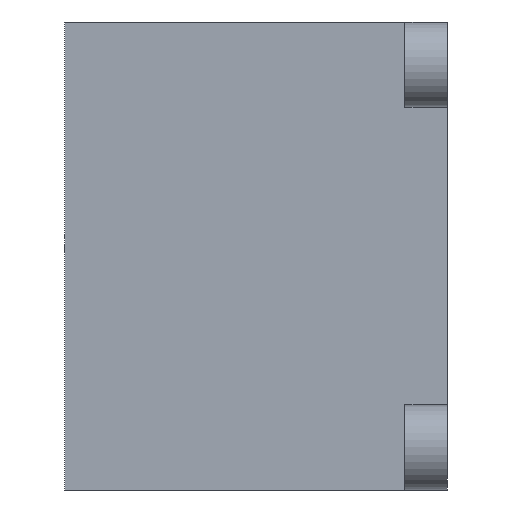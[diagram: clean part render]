
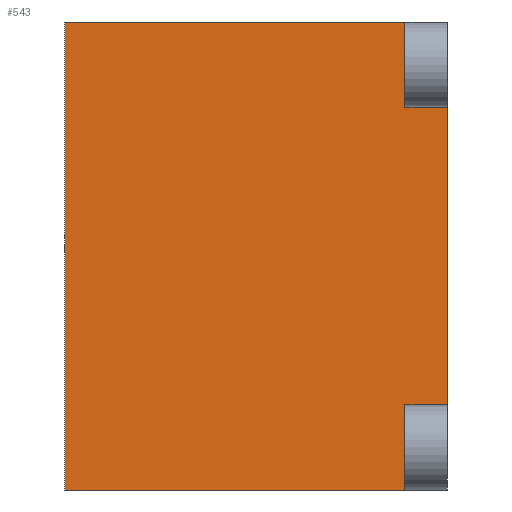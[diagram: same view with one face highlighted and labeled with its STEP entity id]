
A CAD part, left-side view. The second image highlights one B-rep face of the part: STEP entity #543.
In plain terms, the highlighted planar face has unit normal (-1, 0, 0).
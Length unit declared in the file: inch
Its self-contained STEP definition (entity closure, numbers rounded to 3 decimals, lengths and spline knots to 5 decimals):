
#21 = CARTESIAN_POINT ( 'NONE',  ( -3.65, 0.2, -0.7 ) ) ;
#35 = ORIENTED_EDGE ( 'NONE', *, *, #163, .F. ) ;
#60 = ORIENTED_EDGE ( 'NONE', *, *, #94, .F. ) ;
#63 = LINE ( 'NONE', #665, #1779 ) ;
#87 = CARTESIAN_POINT ( 'NONE',  ( -3.65, 1.8, 1.1 ) ) ;
#94 = EDGE_CURVE ( 'NONE', #1205, #572, #1967, .T. ) ;
#112 = ORIENTED_EDGE ( 'NONE', *, *, #1074, .F. ) ;
#148 = DIRECTION ( 'NONE',  ( 0., -1., 0. ) ) ;
#163 = EDGE_CURVE ( 'NONE', #1592, #1283, #63, .T. ) ;
#198 = CARTESIAN_POINT ( 'NONE',  ( -3.65, 0.2, -1.1 ) ) ;
#288 = EDGE_CURVE ( 'NONE', #572, #1592, #1039, .T. ) ;
#299 = EDGE_CURVE ( 'NONE', #1283, #1161, #1381, .T. ) ;
#305 = LINE ( 'NONE', #1569, #547 ) ;
#423 = VECTOR ( 'NONE', #729, 39.37008 ) ;
#477 = VECTOR ( 'NONE', #618, 39.37008 ) ;
#512 = DIRECTION ( 'NONE',  ( 0., 0., -1. ) ) ;
#537 = ORIENTED_EDGE ( 'NONE', *, *, #299, .F. ) ;
#543 = ADVANCED_FACE ( 'NONE', ( #1287 ), #641, .F. ) ;
#547 = VECTOR ( 'NONE', #148, 39.37008 ) ;
#572 = VERTEX_POINT ( 'NONE', #1476 ) ;
#598 = CARTESIAN_POINT ( 'NONE',  ( -3.65, 0., -0.7 ) ) ;
#618 = DIRECTION ( 'NONE',  ( 0., 0., 1. ) ) ;
#634 = LINE ( 'NONE', #21, #1981 ) ;
#641 = PLANE ( 'NONE',  #1555 ) ;
#665 = CARTESIAN_POINT ( 'NONE',  ( -3.65, 0.2, 0. ) ) ;
#729 = DIRECTION ( 'NONE',  ( 0., 0., 1. ) ) ;
#730 = DIRECTION ( 'NONE',  ( 0., -1., 0. ) ) ;
#809 = ORIENTED_EDGE ( 'NONE', *, *, #1521, .T. ) ;
#919 = ORIENTED_EDGE ( 'NONE', *, *, #1560, .T. ) ;
#968 = CARTESIAN_POINT ( 'NONE',  ( -3.65, 0., 0.7 ) ) ;
#986 = DIRECTION ( 'NONE',  ( 1., 0., 0. ) ) ;
#1039 = LINE ( 'NONE', #87, #1153 ) ;
#1058 = CARTESIAN_POINT ( 'NONE',  ( -3.65, 0.2, -0.7 ) ) ;
#1074 = EDGE_CURVE ( 'NONE', #1513, #2024, #1140, .T. ) ;
#1100 = DIRECTION ( 'NONE',  ( 0., -1., 0. ) ) ;
#1140 = LINE ( 'NONE', #1777, #1508 ) ;
#1153 = VECTOR ( 'NONE', #1337, 39.37008 ) ;
#1157 = CARTESIAN_POINT ( 'NONE',  ( -3.65, 1.8, -1.1 ) ) ;
#1161 = VERTEX_POINT ( 'NONE', #968 ) ;
#1188 = EDGE_LOOP ( 'NONE', ( #112, #919, #809, #537, #35, #2027, #60, #1948 ) ) ;
#1205 = VERTEX_POINT ( 'NONE', #1157 ) ;
#1250 = VECTOR ( 'NONE', #730, 39.37008 ) ;
#1283 = VERTEX_POINT ( 'NONE', #1841 ) ;
#1287 = FACE_OUTER_BOUND ( 'NONE', #1188, .T. ) ;
#1337 = DIRECTION ( 'NONE',  ( 0., -1., 0. ) ) ;
#1381 = LINE ( 'NONE', #2005, #1250 ) ;
#1444 = VERTEX_POINT ( 'NONE', #598 ) ;
#1476 = CARTESIAN_POINT ( 'NONE',  ( -3.65, 1.8, 1.1 ) ) ;
#1508 = VECTOR ( 'NONE', #1638, 39.37008 ) ;
#1513 = VERTEX_POINT ( 'NONE', #1058 ) ;
#1521 = EDGE_CURVE ( 'NONE', #1444, #1161, #1549, .T. ) ;
#1526 = CARTESIAN_POINT ( 'NONE',  ( -3.65, 1.8, 1.1 ) ) ;
#1549 = LINE ( 'NONE', #2025, #477 ) ;
#1555 = AXIS2_PLACEMENT_3D ( 'NONE', #1953, #986, #1631 ) ;
#1556 = EDGE_CURVE ( 'NONE', #1205, #2024, #305, .T. ) ;
#1560 = EDGE_CURVE ( 'NONE', #1513, #1444, #634, .T. ) ;
#1569 = CARTESIAN_POINT ( 'NONE',  ( -3.65, 1.8, -1.1 ) ) ;
#1592 = VERTEX_POINT ( 'NONE', #1612 ) ;
#1612 = CARTESIAN_POINT ( 'NONE',  ( -3.65, 0.2, 1.1 ) ) ;
#1631 = DIRECTION ( 'NONE',  ( 0., 1., 0. ) ) ;
#1638 = DIRECTION ( 'NONE',  ( 0., 0., -1. ) ) ;
#1777 = CARTESIAN_POINT ( 'NONE',  ( -3.65, 0.2, 0. ) ) ;
#1779 = VECTOR ( 'NONE', #512, 39.37008 ) ;
#1841 = CARTESIAN_POINT ( 'NONE',  ( -3.65, 0.2, 0.7 ) ) ;
#1948 = ORIENTED_EDGE ( 'NONE', *, *, #1556, .T. ) ;
#1953 = CARTESIAN_POINT ( 'NONE',  ( -3.65, 1.8, 1.1 ) ) ;
#1967 = LINE ( 'NONE', #1526, #423 ) ;
#1981 = VECTOR ( 'NONE', #1100, 39.37008 ) ;
#2005 = CARTESIAN_POINT ( 'NONE',  ( -3.65, 0.2, 0.7 ) ) ;
#2024 = VERTEX_POINT ( 'NONE', #198 ) ;
#2025 = CARTESIAN_POINT ( 'NONE',  ( -3.65, 0., 1.1 ) ) ;
#2027 = ORIENTED_EDGE ( 'NONE', *, *, #288, .F. ) ;
